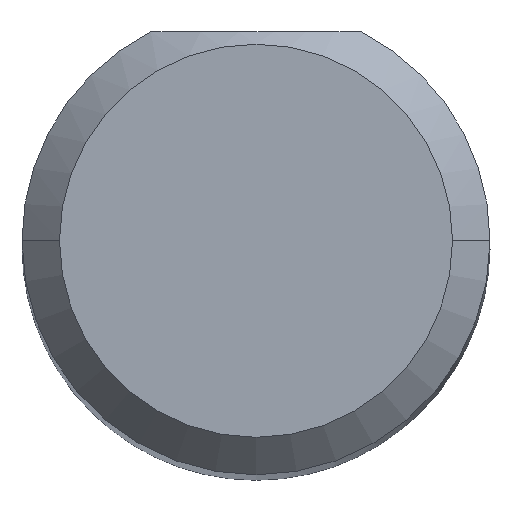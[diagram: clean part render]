
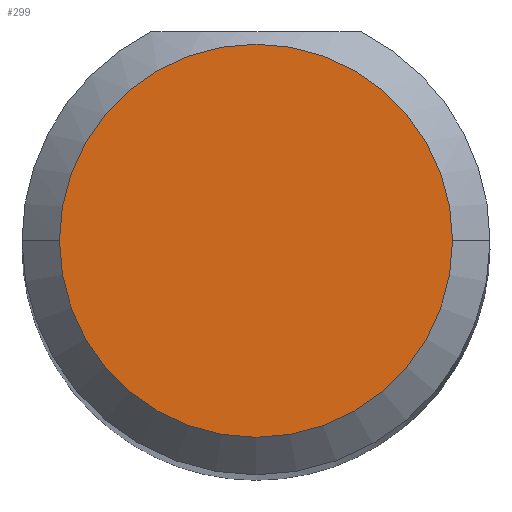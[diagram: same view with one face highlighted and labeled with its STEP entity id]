
A CAD part, top view. The second image highlights one B-rep face of the part: STEP entity #299.
In plain terms, the highlighted planar face has unit normal (0, 0, 1).
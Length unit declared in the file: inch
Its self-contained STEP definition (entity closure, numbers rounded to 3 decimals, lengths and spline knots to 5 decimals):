
#12 = DIRECTION ( 'NONE',  ( 0., 0., 1. ) ) ;
#22 = CARTESIAN_POINT ( 'NONE',  ( 0.07875, 0., 2. ) ) ;
#62 = DIRECTION ( 'NONE',  ( 1., 0., 0. ) ) ;
#65 = VERTEX_POINT ( 'NONE', #22 ) ;
#116 = DIRECTION ( 'NONE',  ( 0., 0., 1. ) ) ;
#160 = CIRCLE ( 'NONE', #233, 0.07875 ) ;
#174 = FACE_OUTER_BOUND ( 'NONE', #396, .T. ) ;
#177 = DIRECTION ( 'NONE',  ( 1., 0., 0. ) ) ;
#223 = AXIS2_PLACEMENT_3D ( 'NONE', #359, #116, #404 ) ;
#233 = AXIS2_PLACEMENT_3D ( 'NONE', #471, #12, #177 ) ;
#263 = EDGE_CURVE ( 'NONE', #580, #65, #160, .T. ) ;
#299 = ADVANCED_FACE ( 'NONE', ( #174 ), #474, .T. ) ;
#344 = ORIENTED_EDGE ( 'NONE', *, *, #697, .T. ) ;
#359 = CARTESIAN_POINT ( 'NONE',  ( 0., 0., 2. ) ) ;
#396 = EDGE_LOOP ( 'NONE', ( #426, #344 ) ) ;
#404 = DIRECTION ( 'NONE',  ( 1., 0., 0. ) ) ;
#413 = AXIS2_PLACEMENT_3D ( 'NONE', #416, #486, #62 ) ;
#416 = CARTESIAN_POINT ( 'NONE',  ( 0., 0., 2. ) ) ;
#426 = ORIENTED_EDGE ( 'NONE', *, *, #263, .T. ) ;
#456 = CARTESIAN_POINT ( 'NONE',  ( -0.07875, 0., 2. ) ) ;
#471 = CARTESIAN_POINT ( 'NONE',  ( 0., 0., 2. ) ) ;
#474 = PLANE ( 'NONE',  #223 ) ;
#486 = DIRECTION ( 'NONE',  ( 0., 0., 1. ) ) ;
#580 = VERTEX_POINT ( 'NONE', #456 ) ;
#697 = EDGE_CURVE ( 'NONE', #65, #580, #755, .T. ) ;
#755 = CIRCLE ( 'NONE', #413, 0.07875 ) ;
